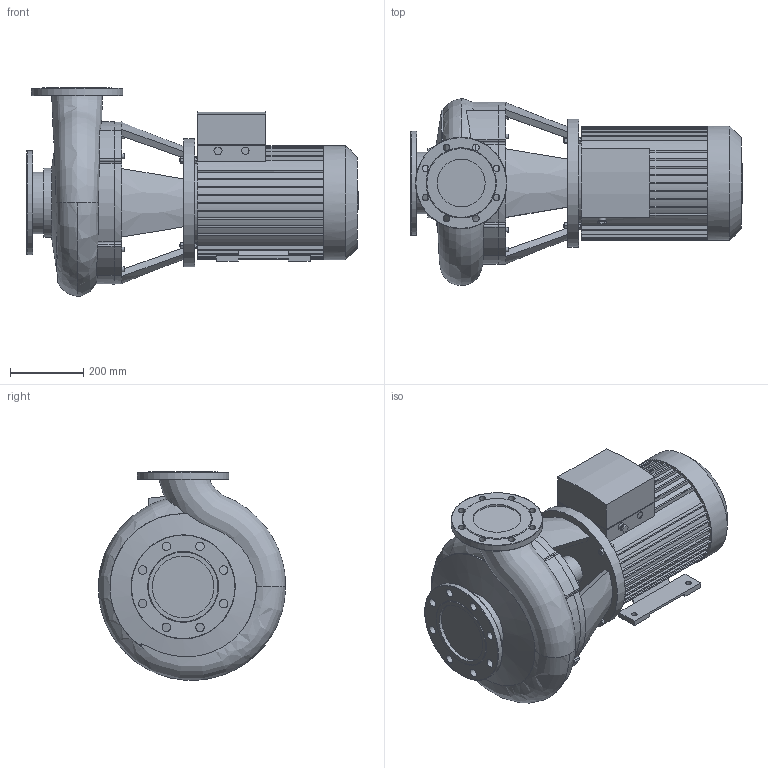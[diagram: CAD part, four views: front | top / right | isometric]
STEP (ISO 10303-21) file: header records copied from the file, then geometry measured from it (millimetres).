
FILE_DESCRIPTION(/* description */ (''),/* implementation_level */ '2;1');
FILE_NAME(/* name */ '3d_BL125_225-11_4-2142035.stp',/* time_stamp */ '2017-11-06T15:07:41+01:00',/* author */ ('Andrzej'),/* organization */ (''),/* preprocessor_version */ 'ST-DEVELOPER v16.13',/* originating_system */ 'AutoCAD Mechanical',/* authorisation */ '');
FILE_SCHEMA (('AUTOMOTIVE_DESIGN { 1 0 10303 214 3 1 1 }'));
Length unit declared in the file: millimetre
Products named in the file (1): Product
Bounding box: 908 x 511.75 x 570.65 mm (x, y, z)
Volume: 78419441.5 mm3; surface area: 2804201.3 mm2
Topology: 10 solids, 10 shells, 526 faces, 1372 edges, 890 vertices
Faces by surface type: plane 306, cylinder 170, bspline 30, cone 16, torus 4
Full cylindrical faces by diameter (mm): 10 x4, 13 x8, 15 x4, 16 x1, 18 x8, 20 x4, 23 x8, 80 x1, 130.9 x1, 168.3 x2, 188.3 x1, 232 x1, 250 x1, 285 x1, 312 x1, 350 x1
Entity records: 20937 total; most frequent: CARTESIAN_POINT 8051, DIRECTION 2639, ORIENTED_EDGE 2602, EDGE_CURVE 1301, AXIS2_PLACEMENT_3D 928, VERTEX_POINT 878, LINE 783, VECTOR 783
